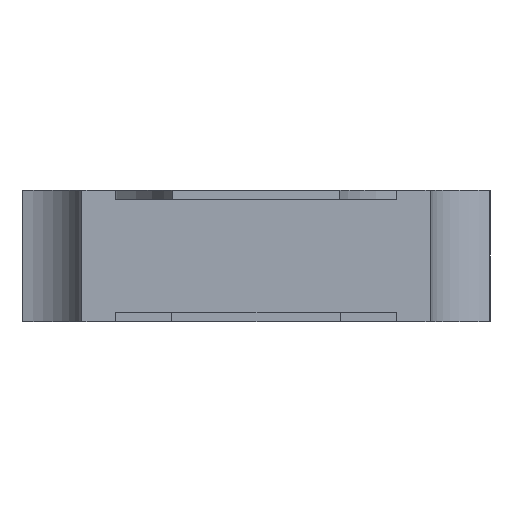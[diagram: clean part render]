
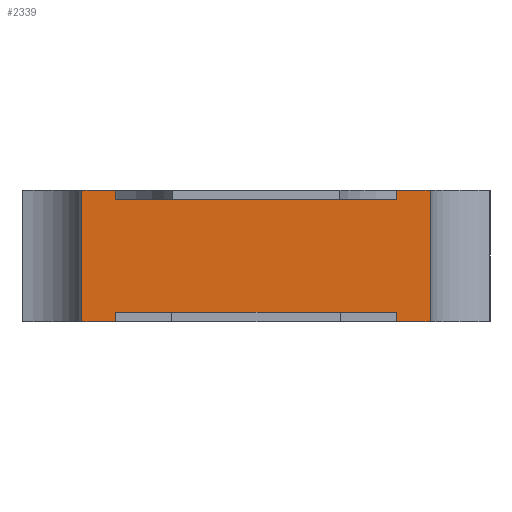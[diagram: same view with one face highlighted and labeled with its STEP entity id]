
A CAD part, left-side view. The second image highlights one B-rep face of the part: STEP entity #2339.
In plain terms, the highlighted planar face has unit normal (-1, 0, 0).
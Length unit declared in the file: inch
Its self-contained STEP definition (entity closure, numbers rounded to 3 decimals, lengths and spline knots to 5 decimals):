
#9 = DIRECTION ( 'NONE',  ( 0., 1., 0. ) ) ;
#21 = VECTOR ( 'NONE', #2420, 39.37008 ) ;
#44 = DIRECTION ( 'NONE',  ( 0., -1., 0. ) ) ;
#62 = CARTESIAN_POINT ( 'NONE',  ( -0.0625, -0.0372, 0.002 ) ) ;
#75 = PLANE ( 'NONE',  #1469 ) ;
#94 = DIRECTION ( 'NONE',  ( 1., 0., 0. ) ) ;
#139 = CARTESIAN_POINT ( 'NONE',  ( -0.0625, -0.02999, 0.002 ) ) ;
#173 = VECTOR ( 'NONE', #1292, 39.37008 ) ;
#189 = CARTESIAN_POINT ( 'NONE',  ( -0.0625, -0.0525, 0.028 ) ) ;
#192 = LINE ( 'NONE', #581, #1394 ) ;
#195 = LINE ( 'NONE', #1063, #1854 ) ;
#230 = CARTESIAN_POINT ( 'NONE',  ( -0.0625, -0.02999, 0.026 ) ) ;
#232 = CARTESIAN_POINT ( 'NONE',  ( -0.0625, 0.0372, 0.002 ) ) ;
#233 = EDGE_CURVE ( 'NONE', #556, #1203, #1912, .T. ) ;
#311 = VECTOR ( 'NONE', #9, 39.37008 ) ;
#314 = ORIENTED_EDGE ( 'NONE', *, *, #631, .T. ) ;
#336 = CARTESIAN_POINT ( 'NONE',  ( -0.0625, 0.02999, 0.026 ) ) ;
#343 = VECTOR ( 'NONE', #2521, 39.37008 ) ;
#345 = LINE ( 'NONE', #2739, #2513 ) ;
#369 = ORIENTED_EDGE ( 'NONE', *, *, #1377, .T. ) ;
#379 = DIRECTION ( 'NONE',  ( 0., 0., -1. ) ) ;
#479 = LINE ( 'NONE', #2646, #1882 ) ;
#487 = VECTOR ( 'NONE', #1242, 39.37008 ) ;
#556 = VERTEX_POINT ( 'NONE', #2410 ) ;
#578 = ORIENTED_EDGE ( 'NONE', *, *, #2194, .F. ) ;
#581 = CARTESIAN_POINT ( 'NONE',  ( -0.0625, -0.0372, 0. ) ) ;
#631 = EDGE_CURVE ( 'NONE', #2037, #2145, #1783, .T. ) ;
#731 = DIRECTION ( 'NONE',  ( 0., 0., -1. ) ) ;
#788 = VERTEX_POINT ( 'NONE', #1700 ) ;
#811 = VECTOR ( 'NONE', #1413, 39.37008 ) ;
#889 = CARTESIAN_POINT ( 'NONE',  ( -0.0625, -0.0525, 0.026 ) ) ;
#903 = LINE ( 'NONE', #889, #311 ) ;
#919 = CARTESIAN_POINT ( 'NONE',  ( -0.0625, -0.0525, 0.028 ) ) ;
#990 = CARTESIAN_POINT ( 'NONE',  ( -0.0625, 0.0372, 0.028 ) ) ;
#1030 = ORIENTED_EDGE ( 'NONE', *, *, #1589, .F. ) ;
#1063 = CARTESIAN_POINT ( 'NONE',  ( -0.0625, 0.02999, 0.026 ) ) ;
#1071 = LINE ( 'NONE', #2188, #21 ) ;
#1200 = CARTESIAN_POINT ( 'NONE',  ( -0.0625, 0.02999, 0.002 ) ) ;
#1203 = VERTEX_POINT ( 'NONE', #1387 ) ;
#1242 = DIRECTION ( 'NONE',  ( 0., -1., 0. ) ) ;
#1245 = VERTEX_POINT ( 'NONE', #1620 ) ;
#1264 = ORIENTED_EDGE ( 'NONE', *, *, #1833, .T. ) ;
#1292 = DIRECTION ( 'NONE',  ( 0., 0., -1. ) ) ;
#1300 = ORIENTED_EDGE ( 'NONE', *, *, #1748, .T. ) ;
#1360 = FACE_OUTER_BOUND ( 'NONE', #2777, .T. ) ;
#1377 = EDGE_CURVE ( 'NONE', #1586, #2037, #195, .T. ) ;
#1387 = CARTESIAN_POINT ( 'NONE',  ( -0.0625, -0.02999, 0.028 ) ) ;
#1390 = VERTEX_POINT ( 'NONE', #1774 ) ;
#1394 = VECTOR ( 'NONE', #2717, 39.37008 ) ;
#1403 = ORIENTED_EDGE ( 'NONE', *, *, #1723, .T. ) ;
#1413 = DIRECTION ( 'NONE',  ( 0., 0., -1. ) ) ;
#1420 = VERTEX_POINT ( 'NONE', #1946 ) ;
#1428 = LINE ( 'NONE', #139, #1987 ) ;
#1469 = AXIS2_PLACEMENT_3D ( 'NONE', #62, #94, #731 ) ;
#1499 = ORIENTED_EDGE ( 'NONE', *, *, #1856, .T. ) ;
#1586 = VERTEX_POINT ( 'NONE', #336 ) ;
#1589 = EDGE_CURVE ( 'NONE', #1245, #1420, #2702, .T. ) ;
#1620 = CARTESIAN_POINT ( 'NONE',  ( -0.0625, 0.02999, 0.002 ) ) ;
#1664 = EDGE_CURVE ( 'NONE', #1835, #2244, #192, .T. ) ;
#1700 = CARTESIAN_POINT ( 'NONE',  ( -0.0625, -0.02999, 0.002 ) ) ;
#1723 = EDGE_CURVE ( 'NONE', #788, #1835, #1428, .T. ) ;
#1740 = CARTESIAN_POINT ( 'NONE',  ( -0.0625, -0.02999, 0. ) ) ;
#1748 = EDGE_CURVE ( 'NONE', #1245, #788, #2525, .T. ) ;
#1774 = CARTESIAN_POINT ( 'NONE',  ( -0.0625, 0.0372, 0. ) ) ;
#1783 = LINE ( 'NONE', #919, #2483 ) ;
#1833 = EDGE_CURVE ( 'NONE', #2145, #1390, #2801, .T. ) ;
#1835 = VERTEX_POINT ( 'NONE', #1740 ) ;
#1854 = VECTOR ( 'NONE', #1933, 39.37008 ) ;
#1856 = EDGE_CURVE ( 'NONE', #2237, #1586, #903, .T. ) ;
#1882 = VECTOR ( 'NONE', #44, 39.37008 ) ;
#1907 = EDGE_CURVE ( 'NONE', #2237, #1203, #1071, .T. ) ;
#1912 = LINE ( 'NONE', #189, #343 ) ;
#1933 = DIRECTION ( 'NONE',  ( 0., 0., 1. ) ) ;
#1946 = CARTESIAN_POINT ( 'NONE',  ( -0.0625, 0.02999, 0. ) ) ;
#1987 = VECTOR ( 'NONE', #379, 39.37008 ) ;
#2008 = ORIENTED_EDGE ( 'NONE', *, *, #2619, .T. ) ;
#2011 = DIRECTION ( 'NONE',  ( 0., 1., 0. ) ) ;
#2037 = VERTEX_POINT ( 'NONE', #2465 ) ;
#2145 = VERTEX_POINT ( 'NONE', #990 ) ;
#2188 = CARTESIAN_POINT ( 'NONE',  ( -0.0625, -0.02999, 0.026 ) ) ;
#2194 = EDGE_CURVE ( 'NONE', #556, #2244, #345, .T. ) ;
#2237 = VERTEX_POINT ( 'NONE', #230 ) ;
#2244 = VERTEX_POINT ( 'NONE', #2405 ) ;
#2320 = DIRECTION ( 'NONE',  ( 0., 0., -1. ) ) ;
#2339 = ADVANCED_FACE ( 'NONE', ( #1360 ), #75, .F. ) ;
#2405 = CARTESIAN_POINT ( 'NONE',  ( -0.0625, -0.0372, 0. ) ) ;
#2410 = CARTESIAN_POINT ( 'NONE',  ( -0.0625, -0.0372, 0.028 ) ) ;
#2420 = DIRECTION ( 'NONE',  ( 0., 0., 1. ) ) ;
#2465 = CARTESIAN_POINT ( 'NONE',  ( -0.0625, 0.02999, 0.028 ) ) ;
#2483 = VECTOR ( 'NONE', #2011, 39.37008 ) ;
#2501 = ORIENTED_EDGE ( 'NONE', *, *, #233, .T. ) ;
#2513 = VECTOR ( 'NONE', #2320, 39.37008 ) ;
#2521 = DIRECTION ( 'NONE',  ( 0., 1., 0. ) ) ;
#2525 = LINE ( 'NONE', #2539, #487 ) ;
#2539 = CARTESIAN_POINT ( 'NONE',  ( -0.0625, -0.02999, 0.002 ) ) ;
#2557 = ORIENTED_EDGE ( 'NONE', *, *, #1664, .T. ) ;
#2619 = EDGE_CURVE ( 'NONE', #1390, #1420, #479, .T. ) ;
#2624 = ORIENTED_EDGE ( 'NONE', *, *, #1907, .F. ) ;
#2646 = CARTESIAN_POINT ( 'NONE',  ( -0.0625, -0.0372, 0. ) ) ;
#2702 = LINE ( 'NONE', #1200, #811 ) ;
#2717 = DIRECTION ( 'NONE',  ( 0., -1., 0. ) ) ;
#2739 = CARTESIAN_POINT ( 'NONE',  ( -0.0625, -0.0372, 0.002 ) ) ;
#2777 = EDGE_LOOP ( 'NONE', ( #369, #314, #1264, #2008, #1030, #1300, #1403, #2557, #578, #2501, #2624, #1499 ) ) ;
#2801 = LINE ( 'NONE', #232, #173 ) ;
